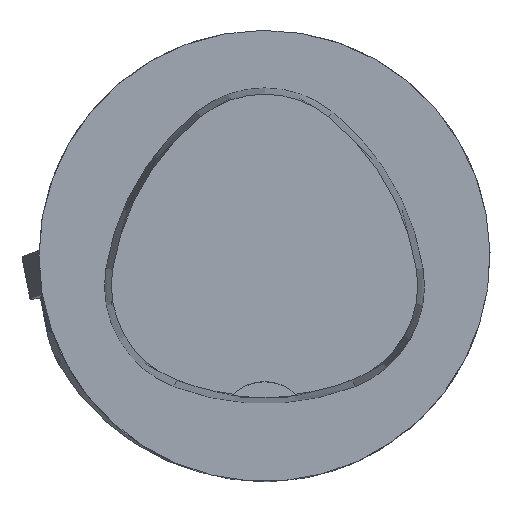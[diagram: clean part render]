
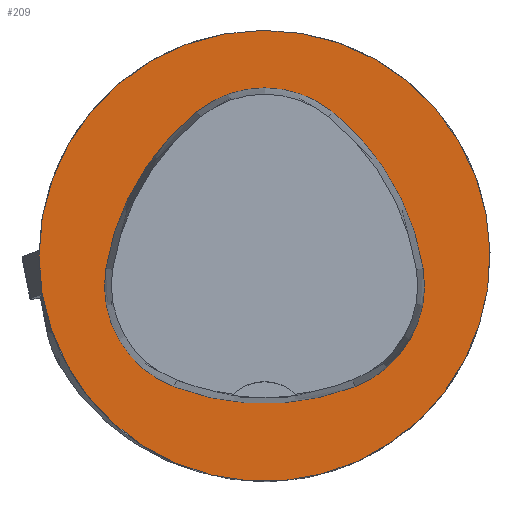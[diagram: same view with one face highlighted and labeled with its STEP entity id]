
A CAD part, top view. The second image highlights one B-rep face of the part: STEP entity #209.
In plain terms, the highlighted planar face has unit normal (0, 0, 1).
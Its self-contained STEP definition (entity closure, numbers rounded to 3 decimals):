
#121=FACE_BOUND('',#338,.T.);
#122=FACE_BOUND('',#339,.T.);
#140=PLANE('',#1173);
#209=ADVANCED_FACE('',(#121,#122),#140,.T.);
#338=EDGE_LOOP('',(#550,#551,#552,#553,#554,#555));
#339=EDGE_LOOP('',(#556));
#400=CIRCLE('',#1145,25.);
#401=CIRCLE('',#1151,28.);
#403=CIRCLE('',#1154,12.);
#405=CIRCLE('',#1157,28.);
#407=CIRCLE('',#1160,12.);
#411=CIRCLE('',#1165,28.);
#413=CIRCLE('',#1168,12.);
#550=ORIENTED_EDGE('',*,*,#867,.T.);
#551=ORIENTED_EDGE('',*,*,#847,.T.);
#552=ORIENTED_EDGE('',*,*,#851,.T.);
#553=ORIENTED_EDGE('',*,*,#854,.T.);
#554=ORIENTED_EDGE('',*,*,#857,.T.);
#555=ORIENTED_EDGE('',*,*,#865,.T.);
#556=ORIENTED_EDGE('',*,*,#838,.F.);
#737=VERTEX_POINT('',#1735);
#746=VERTEX_POINT('',#1754);
#747=VERTEX_POINT('',#1755);
#750=VERTEX_POINT('',#1763);
#752=VERTEX_POINT('',#1769);
#754=VERTEX_POINT('',#1775);
#761=VERTEX_POINT('',#1796);
#838=EDGE_CURVE('',#737,#737,#400,.T.);
#847=EDGE_CURVE('',#746,#747,#401,.T.);
#851=EDGE_CURVE('',#747,#750,#403,.T.);
#854=EDGE_CURVE('',#750,#752,#405,.T.);
#857=EDGE_CURVE('',#752,#754,#407,.T.);
#865=EDGE_CURVE('',#754,#761,#411,.T.);
#867=EDGE_CURVE('',#761,#746,#413,.T.);
#1145=AXIS2_PLACEMENT_3D('',#1734,#1336,#1337);
#1151=AXIS2_PLACEMENT_3D('',#1753,#1352,#1353);
#1154=AXIS2_PLACEMENT_3D('',#1762,#1360,#1361);
#1157=AXIS2_PLACEMENT_3D('',#1768,#1367,#1368);
#1160=AXIS2_PLACEMENT_3D('',#1774,#1374,#1375);
#1165=AXIS2_PLACEMENT_3D('',#1797,#1386,#1387);
#1168=AXIS2_PLACEMENT_3D('',#1800,#1392,#1393);
#1173=AXIS2_PLACEMENT_3D('',#1805,#1402,#1403);
#1336=DIRECTION('',(0.,0.,-1.));
#1337=DIRECTION('',(-1.,0.,0.));
#1352=DIRECTION('',(0.,0.,-1.));
#1353=DIRECTION('',(-1.,0.,0.));
#1360=DIRECTION('',(0.,0.,-1.));
#1361=DIRECTION('',(-1.,0.,0.));
#1367=DIRECTION('',(0.,0.,-1.));
#1368=DIRECTION('',(-1.,0.,0.));
#1374=DIRECTION('',(0.,0.,-1.));
#1375=DIRECTION('',(-1.,0.,0.));
#1386=DIRECTION('',(0.,0.,-1.));
#1387=DIRECTION('',(-1.,0.,0.));
#1392=DIRECTION('',(0.,0.,-1.));
#1393=DIRECTION('',(-1.,0.,0.));
#1402=DIRECTION('',(0.,0.,1.));
#1403=DIRECTION('',(-1.,0.,0.));
#1734=CARTESIAN_POINT('',(0.,0.,
0.));
#1735=CARTESIAN_POINT('',(-25.,0.,0.));
#1753=CARTESIAN_POINT('',(10.068,-5.824,0.));
#1754=CARTESIAN_POINT('',(-17.584,-1.424,0.));
#1755=CARTESIAN_POINT('',(-7.531,15.953,0.));
#1762=CARTESIAN_POINT('',(0.011,6.62,0.));
#1763=CARTESIAN_POINT('',(7.567,15.942,0.));
#1768=CARTESIAN_POINT('',(-10.063,-5.81,0.));
#1769=CARTESIAN_POINT('',(17.59,-1.418,0.));
#1774=CARTESIAN_POINT('',(5.739,-3.3,0.));
#1775=CARTESIAN_POINT('',(10.05,-14.499,0.));
#1796=CARTESIAN_POINT('',(-10.025,-14.516,0.));
#1797=CARTESIAN_POINT('',(-0.01,11.631,0.));
#1800=CARTESIAN_POINT('',(-5.733,-3.31,0.));
#1805=CARTESIAN_POINT('',(0.,0.,
0.));
